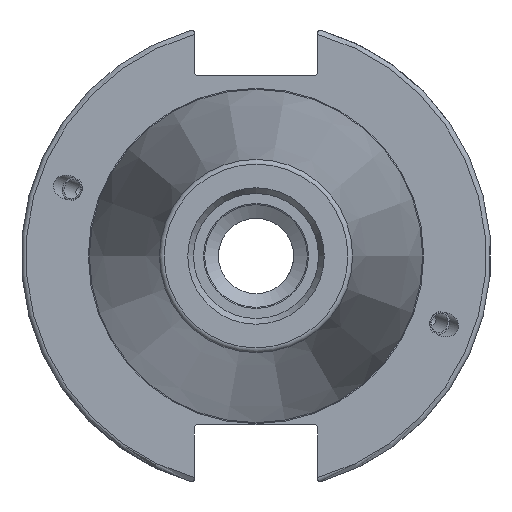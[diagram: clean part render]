
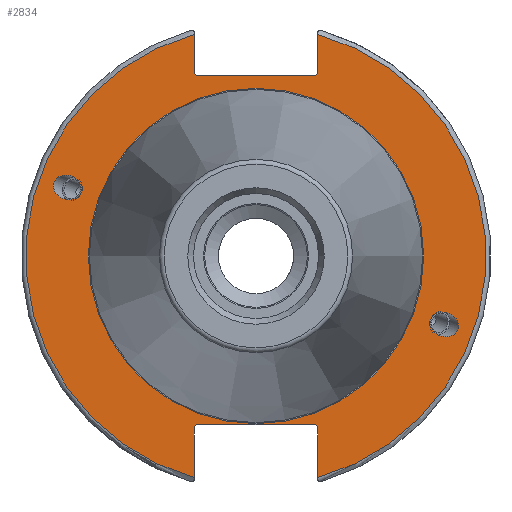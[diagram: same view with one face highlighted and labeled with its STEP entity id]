
A CAD part, left-side view. The second image highlights one B-rep face of the part: STEP entity #2834.
In plain terms, the highlighted planar face has unit normal (-1, 0, 0).
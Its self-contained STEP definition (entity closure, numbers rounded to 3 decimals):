
#52=ELLIPSE('',#3086,3.052,2.5);
#53=ELLIPSE('',#3120,3.052,2.5);
#89=PLANE('',#3135);
#187=FACE_BOUND('',#519,.T.);
#188=FACE_BOUND('',#520,.T.);
#189=FACE_BOUND('',#521,.T.);
#334=FACE_OUTER_BOUND('',#518,.T.);
#518=EDGE_LOOP('',(#2101,#2102,#2103,#2104,#2105,#2106,#2107,#2108,#2109,
#2110,#2111,#2112));
#519=EDGE_LOOP('',(#2113));
#520=EDGE_LOOP('',(#2114));
#521=EDGE_LOOP('',(#2115));
#703=LINE('',#4787,#889);
#704=LINE('',#4789,#890);
#705=LINE('',#4791,#891);
#706=LINE('',#4793,#892);
#707=LINE('',#4795,#893);
#708=LINE('',#4799,#894);
#709=LINE('',#4801,#895);
#710=LINE('',#4803,#896);
#711=LINE('',#4805,#897);
#712=LINE('',#4806,#898);
#889=VECTOR('',#3596,10.);
#890=VECTOR('',#3597,10.);
#891=VECTOR('',#3598,10.);
#892=VECTOR('',#3599,10.);
#893=VECTOR('',#3600,10.);
#894=VECTOR('',#3603,10.);
#895=VECTOR('',#3604,10.);
#896=VECTOR('',#3605,10.);
#897=VECTOR('',#3606,10.);
#898=VECTOR('',#3607,10.);
#1083=CIRCLE('',#3133,35.125);
#1085=CIRCLE('',#3136,48.213);
#1086=CIRCLE('',#3137,48.213);
#1221=VERTEX_POINT('',#4495);
#1259=VERTEX_POINT('',#4754);
#1266=VERTEX_POINT('',#4778);
#1267=VERTEX_POINT('',#4783);
#1268=VERTEX_POINT('',#4784);
#1269=VERTEX_POINT('',#4786);
#1270=VERTEX_POINT('',#4788);
#1271=VERTEX_POINT('',#4790);
#1272=VERTEX_POINT('',#4792);
#1273=VERTEX_POINT('',#4794);
#1274=VERTEX_POINT('',#4796);
#1275=VERTEX_POINT('',#4798);
#1276=VERTEX_POINT('',#4800);
#1277=VERTEX_POINT('',#4802);
#1278=VERTEX_POINT('',#4804);
#1517=EDGE_CURVE('',#1221,#1221,#52,.T.);
#1568=EDGE_CURVE('',#1259,#1259,#53,.T.);
#1579=EDGE_CURVE('',#1266,#1266,#1083,.T.);
#1581=EDGE_CURVE('',#1267,#1268,#1085,.T.);
#1582=EDGE_CURVE('',#1267,#1269,#703,.T.);
#1583=EDGE_CURVE('',#1270,#1269,#704,.T.);
#1584=EDGE_CURVE('',#1270,#1271,#705,.T.);
#1585=EDGE_CURVE('',#1272,#1271,#706,.T.);
#1586=EDGE_CURVE('',#1272,#1273,#707,.T.);
#1587=EDGE_CURVE('',#1274,#1273,#1086,.T.);
#1588=EDGE_CURVE('',#1274,#1275,#708,.T.);
#1589=EDGE_CURVE('',#1276,#1275,#709,.T.);
#1590=EDGE_CURVE('',#1276,#1277,#710,.T.);
#1591=EDGE_CURVE('',#1278,#1277,#711,.T.);
#1592=EDGE_CURVE('',#1278,#1268,#712,.T.);
#2101=ORIENTED_EDGE('',*,*,#1581,.F.);
#2102=ORIENTED_EDGE('',*,*,#1582,.T.);
#2103=ORIENTED_EDGE('',*,*,#1583,.F.);
#2104=ORIENTED_EDGE('',*,*,#1584,.T.);
#2105=ORIENTED_EDGE('',*,*,#1585,.F.);
#2106=ORIENTED_EDGE('',*,*,#1586,.T.);
#2107=ORIENTED_EDGE('',*,*,#1587,.F.);
#2108=ORIENTED_EDGE('',*,*,#1588,.T.);
#2109=ORIENTED_EDGE('',*,*,#1589,.F.);
#2110=ORIENTED_EDGE('',*,*,#1590,.T.);
#2111=ORIENTED_EDGE('',*,*,#1591,.F.);
#2112=ORIENTED_EDGE('',*,*,#1592,.T.);
#2113=ORIENTED_EDGE('',*,*,#1517,.T.);
#2114=ORIENTED_EDGE('',*,*,#1568,.T.);
#2115=ORIENTED_EDGE('',*,*,#1579,.F.);
#2834=ADVANCED_FACE('',(#334,#187,#188,#189),#89,.T.);
#3086=AXIS2_PLACEMENT_3D('',#4497,#3474,#3475);
#3120=AXIS2_PLACEMENT_3D('',#4756,#3558,#3559);
#3133=AXIS2_PLACEMENT_3D('',#4780,#3588,#3589);
#3135=AXIS2_PLACEMENT_3D('',#4782,#3592,#3593);
#3136=AXIS2_PLACEMENT_3D('',#4785,#3594,#3595);
#3137=AXIS2_PLACEMENT_3D('',#4797,#3601,#3602);
#3474=DIRECTION('center_axis',(1.,0.,0.));
#3475=DIRECTION('ref_axis',(0.,-0.94,-0.342));
#3558=DIRECTION('center_axis',(1.,0.,0.));
#3559=DIRECTION('ref_axis',(0.,0.94,0.342));
#3588=DIRECTION('center_axis',(-1.,0.,0.));
#3589=DIRECTION('ref_axis',(0.,-1.,0.));
#3592=DIRECTION('center_axis',(-1.,0.,0.));
#3593=DIRECTION('ref_axis',(0.,0.,1.));
#3594=DIRECTION('center_axis',(1.,0.,0.));
#3595=DIRECTION('ref_axis',(0.,-1.,0.));
#3596=DIRECTION('',(0.,0.,-1.));
#3597=DIRECTION('',(0.,-0.707,0.707));
#3598=DIRECTION('',(0.,1.,0.));
#3599=DIRECTION('',(0.,-0.707,-0.707));
#3600=DIRECTION('',(0.,0.,1.));
#3601=DIRECTION('center_axis',(1.,0.,0.));
#3602=DIRECTION('ref_axis',(0.,1.,0.));
#3603=DIRECTION('',(0.,0.,1.));
#3604=DIRECTION('',(0.,0.707,-0.707));
#3605=DIRECTION('',(0.,-1.,0.));
#3606=DIRECTION('',(0.,0.707,0.707));
#3607=DIRECTION('',(0.,0.,-1.));
#4495=CARTESIAN_POINT('',(3.175,-36.599,-13.321));
#4497=CARTESIAN_POINT('Origin',(3.175,-39.467,-14.365));
#4754=CARTESIAN_POINT('',(3.175,36.599,13.321));
#4756=CARTESIAN_POINT('Origin',(3.175,39.467,14.365));
#4778=CARTESIAN_POINT('',(3.175,0.,35.125));
#4780=CARTESIAN_POINT('Origin',(3.175,0.,0.));
#4782=CARTESIAN_POINT('Origin',(3.175,49.213,0.));
#4783=CARTESIAN_POINT('',(3.175,-12.95,46.441));
#4784=CARTESIAN_POINT('',(3.175,-12.95,-46.441));
#4785=CARTESIAN_POINT('Origin',(3.175,0.,0.));
#4786=CARTESIAN_POINT('',(3.175,-12.95,38.219));
#4787=CARTESIAN_POINT('',(3.175,-12.95,18.86));
#4788=CARTESIAN_POINT('',(3.175,-12.45,37.719));
#4789=CARTESIAN_POINT('',(3.175,12.27,12.999));
#4790=CARTESIAN_POINT('',(3.175,12.45,37.719));
#4791=CARTESIAN_POINT('',(3.175,24.606,37.719));
#4792=CARTESIAN_POINT('',(3.175,12.95,38.219));
#4793=CARTESIAN_POINT('',(3.175,12.336,37.605));
#4794=CARTESIAN_POINT('',(3.175,12.95,46.441));
#4795=CARTESIAN_POINT('',(3.175,12.95,18.86));
#4796=CARTESIAN_POINT('',(3.175,12.95,-46.441));
#4797=CARTESIAN_POINT('Origin',(3.175,0.,0.));
#4798=CARTESIAN_POINT('',(3.175,12.95,-35.806));
#4799=CARTESIAN_POINT('',(3.175,12.95,-17.653));
#4800=CARTESIAN_POINT('',(3.175,12.45,-35.306));
#4801=CARTESIAN_POINT('',(3.175,12.939,-35.795));
#4802=CARTESIAN_POINT('',(3.175,-12.45,-35.306));
#4803=CARTESIAN_POINT('',(3.175,24.606,-35.306));
#4804=CARTESIAN_POINT('',(3.175,-12.95,-35.806));
#4805=CARTESIAN_POINT('',(3.175,11.667,-11.189));
#4806=CARTESIAN_POINT('',(3.175,-12.95,-17.653));
